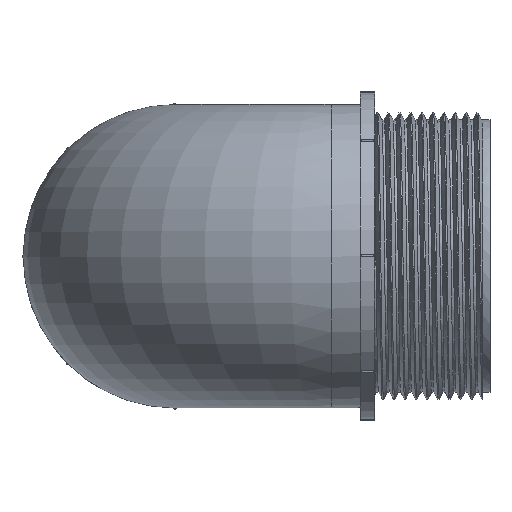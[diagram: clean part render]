
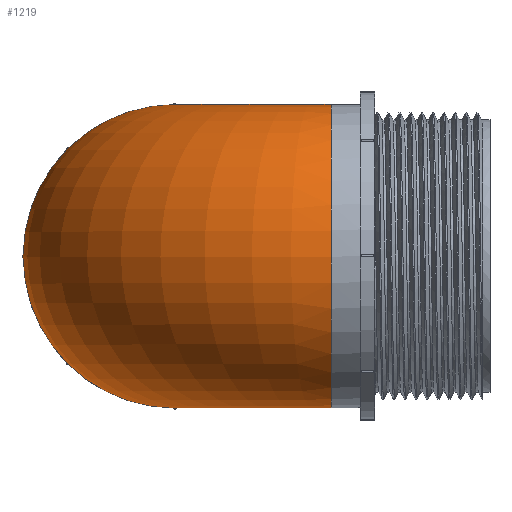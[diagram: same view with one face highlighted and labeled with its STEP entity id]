
A CAD part, top view. The second image highlights one B-rep face of the part: STEP entity #1219.
In plain terms, the highlighted toroidal (fillet/blend) face has major radius 32.5 mm and minor radius 31.55 mm.
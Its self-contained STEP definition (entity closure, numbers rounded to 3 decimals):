
#171=TOROIDAL_SURFACE('',#18898,32.5,31.55);
#1219=ADVANCED_FACE('',(#4911,#4912),#171,.T.);
#4911=FACE_BOUND('',#4992,.T.);
#4912=FACE_BOUND('',#4993,.T.);
#4992=EDGE_LOOP('',(#8803));
#4993=EDGE_LOOP('',(#8804,#8805,#8806,#8807,#8808,#8809,#8810,#8811,#8812,
#8813,#8814,#8815,#8816,#8817,#8818,#8819));
#8803=ORIENTED_EDGE('',*,*,#16444,.F.);
#8804=ORIENTED_EDGE('',*,*,#16445,.F.);
#8805=ORIENTED_EDGE('',*,*,#16391,.F.);
#8806=ORIENTED_EDGE('',*,*,#16446,.F.);
#8807=ORIENTED_EDGE('',*,*,#16387,.F.);
#8808=ORIENTED_EDGE('',*,*,#16447,.F.);
#8809=ORIENTED_EDGE('',*,*,#16383,.F.);
#8810=ORIENTED_EDGE('',*,*,#16448,.F.);
#8811=ORIENTED_EDGE('',*,*,#16396,.F.);
#8812=ORIENTED_EDGE('',*,*,#16449,.F.);
#8813=ORIENTED_EDGE('',*,*,#16450,.F.);
#8814=ORIENTED_EDGE('',*,*,#16451,.F.);
#8815=ORIENTED_EDGE('',*,*,#16452,.F.);
#8816=ORIENTED_EDGE('',*,*,#16453,.F.);
#8817=ORIENTED_EDGE('',*,*,#16454,.F.);
#8818=ORIENTED_EDGE('',*,*,#16455,.F.);
#8819=ORIENTED_EDGE('',*,*,#16456,.F.);
#14481=VERTEX_POINT('',#27899);
#14482=VERTEX_POINT('',#27901);
#14485=VERTEX_POINT('',#27908);
#14486=VERTEX_POINT('',#27910);
#14489=VERTEX_POINT('',#27917);
#14490=VERTEX_POINT('',#27919);
#14492=VERTEX_POINT('',#27924);
#14494=VERTEX_POINT('',#27928);
#14529=VERTEX_POINT('',#30866);
#14530=VERTEX_POINT('',#30869);
#14531=VERTEX_POINT('',#30874);
#14532=VERTEX_POINT('',#30876);
#14533=VERTEX_POINT('',#30878);
#14534=VERTEX_POINT('',#30880);
#14535=VERTEX_POINT('',#30882);
#14536=VERTEX_POINT('',#30884);
#14537=VERTEX_POINT('',#30886);
#16383=EDGE_CURVE('',#14481,#14482,#18621,.T.);
#16387=EDGE_CURVE('',#14485,#14486,#18623,.T.);
#16391=EDGE_CURVE('',#14489,#14490,#18625,.T.);
#16396=EDGE_CURVE('',#14494,#14492,#18627,.T.);
#16444=EDGE_CURVE('',#14529,#14529,#18661,.T.);
#16445=EDGE_CURVE('',#14490,#14530,#18662,.T.);
#16446=EDGE_CURVE('',#14486,#14489,#18663,.T.);
#16447=EDGE_CURVE('',#14482,#14485,#18664,.T.);
#16448=EDGE_CURVE('',#14492,#14481,#18665,.T.);
#16449=EDGE_CURVE('',#14531,#14494,#18666,.T.);
#16450=EDGE_CURVE('',#14532,#14531,#18667,.T.);
#16451=EDGE_CURVE('',#14533,#14532,#18668,.T.);
#16452=EDGE_CURVE('',#14534,#14533,#18669,.T.);
#16453=EDGE_CURVE('',#14535,#14534,#18670,.T.);
#16454=EDGE_CURVE('',#14536,#14535,#18671,.T.);
#16455=EDGE_CURVE('',#14537,#14536,#18672,.T.);
#16456=EDGE_CURVE('',#14530,#14537,#18673,.T.);
#18621=CIRCLE('',#18831,31.55);
#18623=CIRCLE('',#18834,31.55);
#18625=CIRCLE('',#18837,31.55);
#18627=CIRCLE('',#18840,31.55);
#18661=CIRCLE('',#18884,31.55);
#18662=CIRCLE('',#18886,31.55);
#18663=CIRCLE('',#18887,31.55);
#18664=CIRCLE('',#18888,31.55);
#18665=CIRCLE('',#18889,31.55);
#18666=CIRCLE('',#18890,31.55);
#18667=CIRCLE('',#18891,31.55);
#18668=CIRCLE('',#18892,31.55);
#18669=CIRCLE('',#18893,31.55);
#18670=CIRCLE('',#18894,31.55);
#18671=CIRCLE('',#18895,31.55);
#18672=CIRCLE('',#18896,31.55);
#18673=CIRCLE('',#18897,31.55);
#18831=AXIS2_PLACEMENT_3D('',#27900,#20144,#20145);
#18834=AXIS2_PLACEMENT_3D('',#27909,#20152,#20153);
#18837=AXIS2_PLACEMENT_3D('',#27918,#20160,#20161);
#18840=AXIS2_PLACEMENT_3D('',#27929,#20169,#20170);
#18884=AXIS2_PLACEMENT_3D('',#30865,#20259,#20260);
#18886=AXIS2_PLACEMENT_3D('',#30868,#20263,#20264);
#18887=AXIS2_PLACEMENT_3D('',#30870,#20265,#20266);
#18888=AXIS2_PLACEMENT_3D('',#30871,#20267,#20268);
#18889=AXIS2_PLACEMENT_3D('',#30872,#20269,#20270);
#18890=AXIS2_PLACEMENT_3D('',#30873,#20271,#20272);
#18891=AXIS2_PLACEMENT_3D('',#30875,#20273,#20274);
#18892=AXIS2_PLACEMENT_3D('',#30877,#20275,#20276);
#18893=AXIS2_PLACEMENT_3D('',#30879,#20277,#20278);
#18894=AXIS2_PLACEMENT_3D('',#30881,#20279,#20280);
#18895=AXIS2_PLACEMENT_3D('',#30883,#20281,#20282);
#18896=AXIS2_PLACEMENT_3D('',#30885,#20283,#20284);
#18897=AXIS2_PLACEMENT_3D('',#30887,#20285,#20286);
#18898=AXIS2_PLACEMENT_3D('',#30888,#20287,#20288);
#20144=DIRECTION('',(0.,0.,-1.));
#20145=DIRECTION('',(-1.,0.,0.));
#20152=DIRECTION('',(0.,0.,-1.));
#20153=DIRECTION('',(-1.,0.,0.));
#20160=DIRECTION('',(0.,0.,-1.));
#20161=DIRECTION('',(-1.,0.,0.));
#20169=DIRECTION('',(0.,0.,-1.));
#20170=DIRECTION('',(-1.,0.,0.));
#20259=DIRECTION('',(1.,0.,0.));
#20260=DIRECTION('',(0.,0.,-1.));
#20263=DIRECTION('',(0.,0.,-1.));
#20264=DIRECTION('',(-1.,0.,0.));
#20265=DIRECTION('',(0.,0.,-1.));
#20266=DIRECTION('',(0.707,0.707,0.));
#20267=DIRECTION('',(0.,0.,-1.));
#20268=DIRECTION('',(0.,1.,0.));
#20269=DIRECTION('',(0.,0.,-1.));
#20270=DIRECTION('',(-0.707,0.707,0.));
#20271=DIRECTION('',(0.,0.,-1.));
#20272=DIRECTION('',(-1.,0.,0.));
#20273=DIRECTION('',(0.,0.,-1.));
#20274=DIRECTION('',(-1.,0.,0.));
#20275=DIRECTION('',(0.,0.,-1.));
#20276=DIRECTION('',(-1.,0.,0.));
#20277=DIRECTION('',(0.,0.,-1.));
#20278=DIRECTION('',(-1.,0.,0.));
#20279=DIRECTION('',(0.,0.,-1.));
#20280=DIRECTION('',(-1.,0.,0.));
#20281=DIRECTION('',(0.,0.,-1.));
#20282=DIRECTION('',(-1.,0.,0.));
#20283=DIRECTION('',(0.,0.,-1.));
#20284=DIRECTION('',(-1.,0.,0.));
#20285=DIRECTION('',(0.,0.,-1.));
#20286=DIRECTION('',(-1.,0.,0.));
#20287=DIRECTION('',(0.,1.,0.));
#20288=DIRECTION('',(0.,0.,1.));
#27899=CARTESIAN_POINT('',(202.132,-22.485,43.));
#27900=CARTESIAN_POINT('',(180.,0.,43.));
#27901=CARTESIAN_POINT('',(180.25,-31.549,43.));
#27908=CARTESIAN_POINT('',(179.75,-31.549,43.));
#27909=CARTESIAN_POINT('',(180.,0.,43.));
#27910=CARTESIAN_POINT('',(157.868,-22.485,43.));
#27917=CARTESIAN_POINT('',(157.515,-22.132,43.));
#27918=CARTESIAN_POINT('',(180.,0.,43.));
#27919=CARTESIAN_POINT('',(148.451,-0.25,43.));
#27924=CARTESIAN_POINT('',(202.485,-22.132,43.));
#27928=CARTESIAN_POINT('',(211.549,-0.25,43.));
#27929=CARTESIAN_POINT('',(180.,0.,43.));
#30865=CARTESIAN_POINT('',(212.5,0.,75.5));
#30866=CARTESIAN_POINT('',(212.5,0.,43.95));
#30868=CARTESIAN_POINT('',(180.,0.,43.));
#30869=CARTESIAN_POINT('',(148.451,0.25,43.));
#30870=CARTESIAN_POINT('',(180.,0.,43.));
#30871=CARTESIAN_POINT('',(180.,0.,43.));
#30872=CARTESIAN_POINT('',(180.,0.,43.));
#30873=CARTESIAN_POINT('',(180.,0.,43.));
#30874=CARTESIAN_POINT('',(211.549,0.25,43.));
#30875=CARTESIAN_POINT('',(180.,0.,43.));
#30876=CARTESIAN_POINT('',(202.485,22.132,43.));
#30877=CARTESIAN_POINT('',(180.,0.,43.));
#30878=CARTESIAN_POINT('',(202.132,22.485,43.));
#30879=CARTESIAN_POINT('',(180.,0.,43.));
#30880=CARTESIAN_POINT('',(180.25,31.549,43.));
#30881=CARTESIAN_POINT('',(180.,0.,43.));
#30882=CARTESIAN_POINT('',(179.75,31.549,43.));
#30883=CARTESIAN_POINT('',(180.,0.,43.));
#30884=CARTESIAN_POINT('',(157.868,22.485,43.));
#30885=CARTESIAN_POINT('',(180.,0.,43.));
#30886=CARTESIAN_POINT('',(157.515,22.132,43.));
#30887=CARTESIAN_POINT('',(180.,0.,43.));
#30888=CARTESIAN_POINT('',(212.5,0.,43.));
